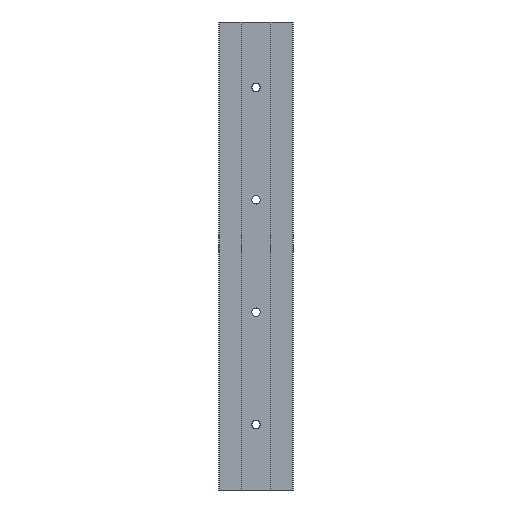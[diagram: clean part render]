
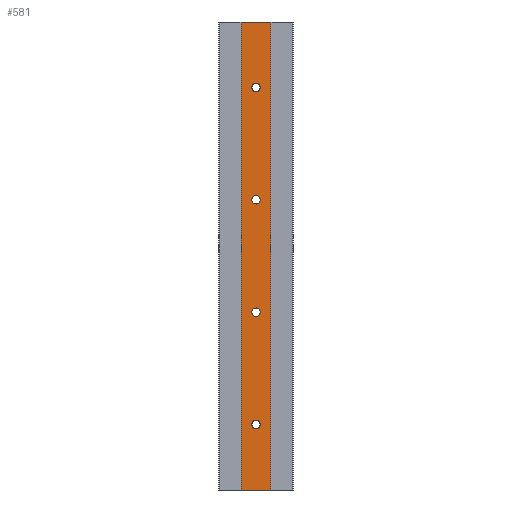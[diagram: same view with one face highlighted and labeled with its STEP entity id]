
A CAD part, front view. The second image highlights one B-rep face of the part: STEP entity #581.
In plain terms, the highlighted planar face has unit normal (0, -1, 0).
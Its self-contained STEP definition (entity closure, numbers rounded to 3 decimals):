
#6 = EDGE_LOOP ( 'NONE', ( #73, #182 ) ) ;
#11 = VERTEX_POINT ( 'NONE', #1452 ) ;
#31 = FACE_BOUND ( 'NONE', #878, .T. ) ;
#56 = VECTOR ( 'NONE', #488, 1000. ) ;
#67 = EDGE_CURVE ( 'NONE', #125, #11, #1291, .T. ) ;
#72 = AXIS2_PLACEMENT_3D ( 'NONE', #912, #894, #904 ) ;
#73 = ORIENTED_EDGE ( 'NONE', *, *, #1164, .F. ) ;
#119 = CARTESIAN_POINT ( 'NONE',  ( 8., 0., -125. ) ) ;
#125 = VERTEX_POINT ( 'NONE', #1768 ) ;
#141 = VERTEX_POINT ( 'NONE', #687 ) ;
#182 = ORIENTED_EDGE ( 'NONE', *, *, #308, .F. ) ;
#196 = LINE ( 'NONE', #564, #915 ) ;
#199 = CARTESIAN_POINT ( 'NONE',  ( 0., 0., 87.75 ) ) ;
#210 = ORIENTED_EDGE ( 'NONE', *, *, #850, .F. ) ;
#214 = VERTEX_POINT ( 'NONE', #1099 ) ;
#226 = CARTESIAN_POINT ( 'NONE',  ( -8., 0., -125. ) ) ;
#240 = LINE ( 'NONE', #713, #1598 ) ;
#249 = CARTESIAN_POINT ( 'NONE',  ( 0., 0., 92.25 ) ) ;
#260 = ORIENTED_EDGE ( 'NONE', *, *, #1112, .F. ) ;
#308 = EDGE_CURVE ( 'NONE', #1364, #1473, #517, .T. ) ;
#394 = DIRECTION ( 'NONE',  ( 0., 0., -1. ) ) ;
#407 = DIRECTION ( 'NONE',  ( 0., -1., 0. ) ) ;
#414 = CARTESIAN_POINT ( 'NONE',  ( 0., 0., -30. ) ) ;
#424 = FACE_BOUND ( 'NONE', #1512, .T. ) ;
#436 = EDGE_CURVE ( 'NONE', #515, #141, #1350, .T. ) ;
#474 = FACE_BOUND ( 'NONE', #560, .T. ) ;
#476 = DIRECTION ( 'NONE',  ( 0., 0., -1. ) ) ;
#483 = DIRECTION ( 'NONE',  ( 0., -1., 0. ) ) ;
#488 = DIRECTION ( 'NONE',  ( 0., 0., -1. ) ) ;
#495 = CARTESIAN_POINT ( 'NONE',  ( 0., 0., 90. ) ) ;
#496 = LINE ( 'NONE', #549, #56 ) ;
#503 = CARTESIAN_POINT ( 'NONE',  ( -8., 0., -125. ) ) ;
#515 = VERTEX_POINT ( 'NONE', #1449 ) ;
#517 = CIRCLE ( 'NONE', #72, 2.25 ) ;
#519 = DIRECTION ( 'NONE',  ( 1., 0., 0. ) ) ;
#541 = CIRCLE ( 'NONE', #1773, 2.25 ) ;
#549 = CARTESIAN_POINT ( 'NONE',  ( 8., 0., 125. ) ) ;
#559 = VERTEX_POINT ( 'NONE', #1028 ) ;
#560 = EDGE_LOOP ( 'NONE', ( #983, #1026 ) ) ;
#564 = CARTESIAN_POINT ( 'NONE',  ( -8., 0., 125. ) ) ;
#581 = ADVANCED_FACE ( 'NONE', ( #31, #816, #860, #474, #424 ), #841, .F. ) ;
#588 = DIRECTION ( 'NONE',  ( 0., 0., -1. ) ) ;
#597 = DIRECTION ( 'NONE',  ( 1., 0., 0. ) ) ;
#639 = DIRECTION ( 'NONE',  ( 0., -1., 0. ) ) ;
#650 = DIRECTION ( 'NONE',  ( 0., -1., 0. ) ) ;
#684 = CARTESIAN_POINT ( 'NONE',  ( 0., 0., 30. ) ) ;
#687 = CARTESIAN_POINT ( 'NONE',  ( 0., 0., 27.75 ) ) ;
#691 = DIRECTION ( 'NONE',  ( 0., 0., -1. ) ) ;
#703 = DIRECTION ( 'NONE',  ( 0., 0., -1. ) ) ;
#713 = CARTESIAN_POINT ( 'NONE',  ( -8., 0., 125. ) ) ;
#721 = CARTESIAN_POINT ( 'NONE',  ( 0., 0., -90. ) ) ;
#802 = DIRECTION ( 'NONE',  ( -1., 0., 0. ) ) ;
#807 = DIRECTION ( 'NONE',  ( 0., 1., 0. ) ) ;
#809 = AXIS2_PLACEMENT_3D ( 'NONE', #1652, #1661, #1677 ) ;
#816 = FACE_BOUND ( 'NONE', #6, .T. ) ;
#841 = PLANE ( 'NONE',  #1317 ) ;
#843 = VERTEX_POINT ( 'NONE', #1121 ) ;
#847 = CARTESIAN_POINT ( 'NONE',  ( -8., 0., 125. ) ) ;
#850 = EDGE_CURVE ( 'NONE', #559, #1744, #1458, .T. ) ;
#860 = FACE_OUTER_BOUND ( 'NONE', #938, .T. ) ;
#878 = EDGE_LOOP ( 'NONE', ( #1062, #1783 ) ) ;
#880 = VECTOR ( 'NONE', #519, 1000. ) ;
#894 = DIRECTION ( 'NONE',  ( 0., -1., 0. ) ) ;
#904 = DIRECTION ( 'NONE',  ( 0., 0., -1. ) ) ;
#905 = ORIENTED_EDGE ( 'NONE', *, *, #1049, .T. ) ;
#912 = CARTESIAN_POINT ( 'NONE',  ( 0., 0., 90. ) ) ;
#915 = VECTOR ( 'NONE', #597, 1000. ) ;
#938 = EDGE_LOOP ( 'NONE', ( #1235, #1563, #260, #905 ) ) ;
#944 = DIRECTION ( 'NONE',  ( 0., -1., 0. ) ) ;
#971 = DIRECTION ( 'NONE',  ( 0., 0., -1. ) ) ;
#983 = ORIENTED_EDGE ( 'NONE', *, *, #1036, .F. ) ;
#1001 = EDGE_CURVE ( 'NONE', #1744, #559, #1020, .T. ) ;
#1015 = CARTESIAN_POINT ( 'NONE',  ( 0., 0., -90. ) ) ;
#1020 = CIRCLE ( 'NONE', #1070, 2.25 ) ;
#1026 = ORIENTED_EDGE ( 'NONE', *, *, #436, .F. ) ;
#1028 = CARTESIAN_POINT ( 'NONE',  ( 0., 0., -87.75 ) ) ;
#1036 = EDGE_CURVE ( 'NONE', #141, #515, #1637, .T. ) ;
#1049 = EDGE_CURVE ( 'NONE', #214, #1404, #240, .T. ) ;
#1062 = ORIENTED_EDGE ( 'NONE', *, *, #1176, .F. ) ;
#1070 = AXIS2_PLACEMENT_3D ( 'NONE', #721, #650, #691 ) ;
#1099 = CARTESIAN_POINT ( 'NONE',  ( -8., 0., 125. ) ) ;
#1112 = EDGE_CURVE ( 'NONE', #214, #843, #196, .T. ) ;
#1120 = DIRECTION ( 'NONE',  ( 0., -1., 0. ) ) ;
#1121 = CARTESIAN_POINT ( 'NONE',  ( 8., 0., 125. ) ) ;
#1134 = DIRECTION ( 'NONE',  ( 0., 0., -1. ) ) ;
#1143 = CARTESIAN_POINT ( 'NONE',  ( 0., 0., 30. ) ) ;
#1154 = EDGE_CURVE ( 'NONE', #843, #1715, #496, .T. ) ;
#1157 = EDGE_CURVE ( 'NONE', #1404, #1715, #1521, .T. ) ;
#1164 = EDGE_CURVE ( 'NONE', #1473, #1364, #541, .T. ) ;
#1169 = CIRCLE ( 'NONE', #1758, 2.25 ) ;
#1176 = EDGE_CURVE ( 'NONE', #11, #125, #1169, .T. ) ;
#1235 = ORIENTED_EDGE ( 'NONE', *, *, #1157, .T. ) ;
#1291 = CIRCLE ( 'NONE', #809, 2.25 ) ;
#1317 = AXIS2_PLACEMENT_3D ( 'NONE', #847, #807, #802 ) ;
#1350 = CIRCLE ( 'NONE', #1782, 2.25 ) ;
#1364 = VERTEX_POINT ( 'NONE', #249 ) ;
#1404 = VERTEX_POINT ( 'NONE', #226 ) ;
#1449 = CARTESIAN_POINT ( 'NONE',  ( 0., 0., 32.25 ) ) ;
#1452 = CARTESIAN_POINT ( 'NONE',  ( 0., 0., -32.25 ) ) ;
#1458 = CIRCLE ( 'NONE', #1734, 2.25 ) ;
#1473 = VERTEX_POINT ( 'NONE', #199 ) ;
#1487 = CARTESIAN_POINT ( 'NONE',  ( 0., 0., -92.25 ) ) ;
#1499 = ORIENTED_EDGE ( 'NONE', *, *, #1001, .F. ) ;
#1512 = EDGE_LOOP ( 'NONE', ( #1499, #210 ) ) ;
#1521 = LINE ( 'NONE', #503, #880 ) ;
#1563 = ORIENTED_EDGE ( 'NONE', *, *, #1154, .F. ) ;
#1598 = VECTOR ( 'NONE', #703, 1000. ) ;
#1637 = CIRCLE ( 'NONE', #1776, 2.25 ) ;
#1652 = CARTESIAN_POINT ( 'NONE',  ( 0., 0., -30. ) ) ;
#1661 = DIRECTION ( 'NONE',  ( 0., -1., 0. ) ) ;
#1677 = DIRECTION ( 'NONE',  ( 0., 0., -1. ) ) ;
#1715 = VERTEX_POINT ( 'NONE', #119 ) ;
#1734 = AXIS2_PLACEMENT_3D ( 'NONE', #1015, #944, #971 ) ;
#1744 = VERTEX_POINT ( 'NONE', #1487 ) ;
#1758 = AXIS2_PLACEMENT_3D ( 'NONE', #414, #407, #394 ) ;
#1768 = CARTESIAN_POINT ( 'NONE',  ( 0., 0., -27.75 ) ) ;
#1773 = AXIS2_PLACEMENT_3D ( 'NONE', #495, #483, #476 ) ;
#1776 = AXIS2_PLACEMENT_3D ( 'NONE', #684, #639, #588 ) ;
#1782 = AXIS2_PLACEMENT_3D ( 'NONE', #1143, #1120, #1134 ) ;
#1783 = ORIENTED_EDGE ( 'NONE', *, *, #67, .F. ) ;
